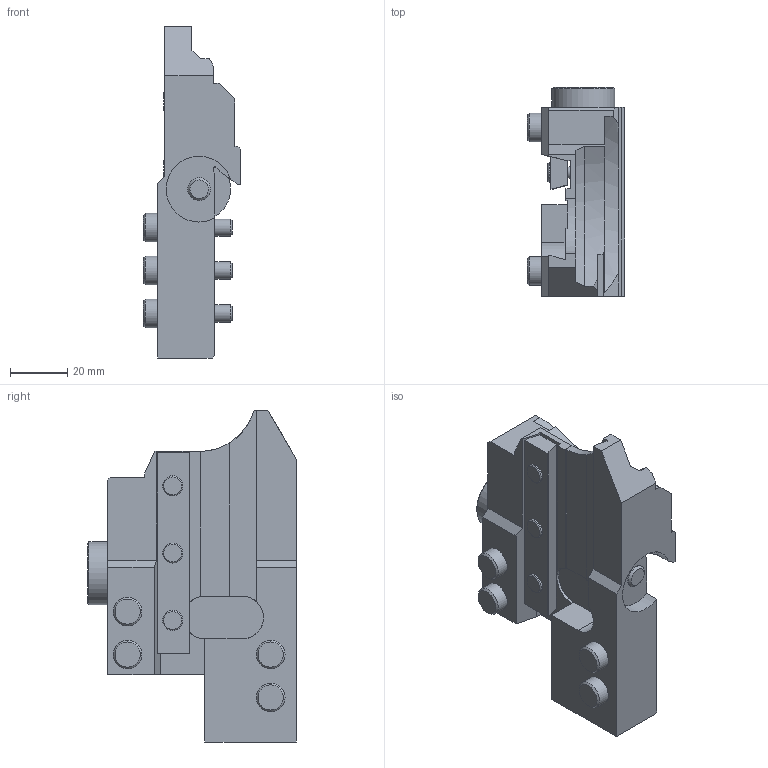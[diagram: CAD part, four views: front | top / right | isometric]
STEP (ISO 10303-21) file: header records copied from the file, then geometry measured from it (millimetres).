
FILE_DESCRIPTION(/* description */ (''),/* implementation_level */ '2;1');
FILE_NAME(/* name */ 'W5190103_stp.stp',/* time_stamp */ '2013-09-23T08:40:51+02:00',/* author */ (''),/* organization */ (''),/* preprocessor_version */ 'ST-DEVELOPER v11',/* originating_system */ 'SIEMENS PLM Software NX 7.5',/* authorisation */ '');
FILE_SCHEMA (('AUTOMOTIVE_DESIGN { 1 0 10303 214 1 1 1 1 }'));
Length unit declared in the file: millimetre
Products named in the file (1): polzCBB3kbvf
Bounding box: 34 x 73 x 116 mm (x, y, z)
Volume: 108063.7 mm3; surface area: 26213.6 mm2
Topology: 1 solids, 1 shells, 122 faces, 314 edges, 209 vertices
Faces by surface type: plane 79, cylinder 29, cone 14
Full cylindrical faces by diameter (mm): 4 x3, 6 x4, 7 x3, 8 x2, 10 x4, 22 x1
Entity records: 3484 total; most frequent: CARTESIAN_POINT 613, DIRECTION 594, ORIENTED_EDGE 538, EDGE_CURVE 269, AXIS2_PLACEMENT_3D 205, VERTEX_POINT 194, LINE 184, VECTOR 184
